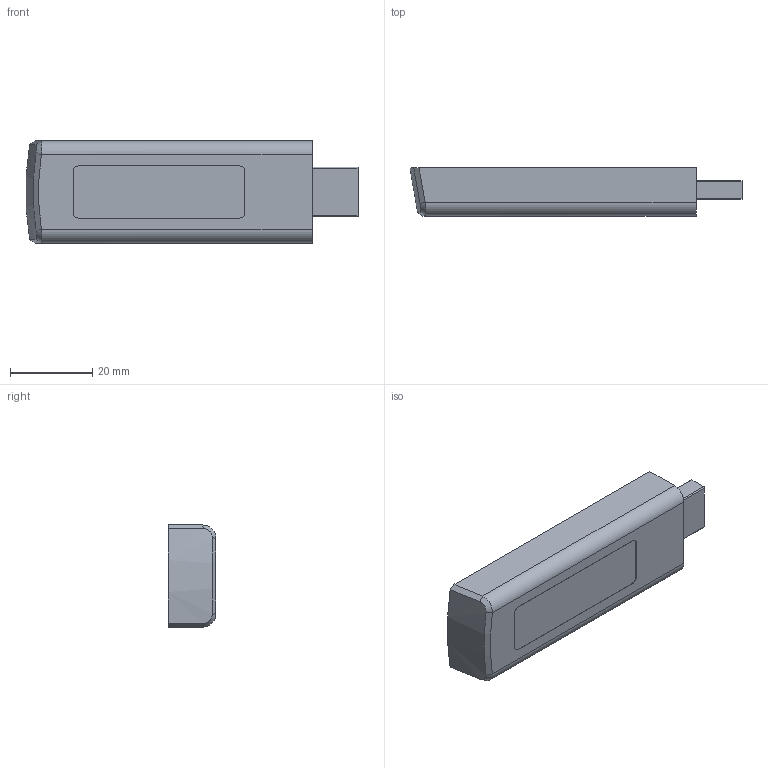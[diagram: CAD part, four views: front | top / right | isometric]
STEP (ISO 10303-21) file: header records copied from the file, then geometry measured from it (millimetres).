
FILE_DESCRIPTION(/* description */ (''),/* implementation_level */ '2;1');
FILE_NAME(/* name */ 'VEXnet USB Adapter Key.ipt.step',/* time_stamp */ '2020-04-16T23:10:26-04:00',/* author */ ('Jordan'),/* organization */ (''),/* preprocessor_version */ 'ST-DEVELOPER v17',/* originating_system */ 'Autodesk Inventor 2019',/* authorisation */ '');
FILE_SCHEMA (('AUTOMOTIVE_DESIGN { 1 0 10303 214 3 1 1 }'));
Length unit declared in the file: inch
Products named in the file (1): VEXnet USB Adapter Key
Bounding box: 80.91 x 11.68 x 24.89 mm (x, y, z)
Volume: 20110.3 mm3; surface area: 5733.3 mm2
Topology: 1 solids, 1 shells, 31 faces, 77 edges, 50 vertices
Faces by surface type: plane 15, cylinder 10, bspline 4, cone 2
Entity records: 1288 total; most frequent: CARTESIAN_POINT 466, ORIENTED_EDGE 154, DIRECTION 144, EDGE_CURVE 77, VERTEX_POINT 50, AXIS2_PLACEMENT_3D 49, LINE 46, VECTOR 46
